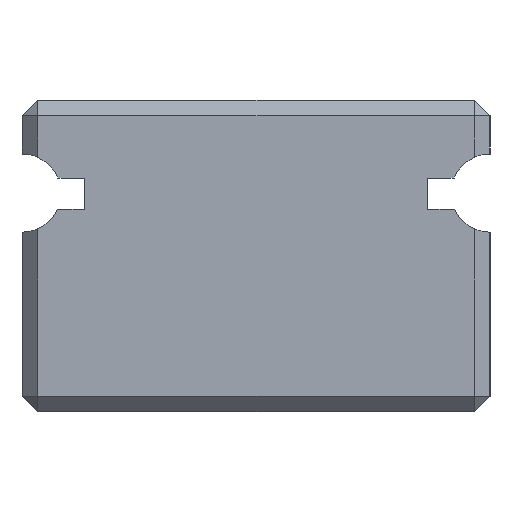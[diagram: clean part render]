
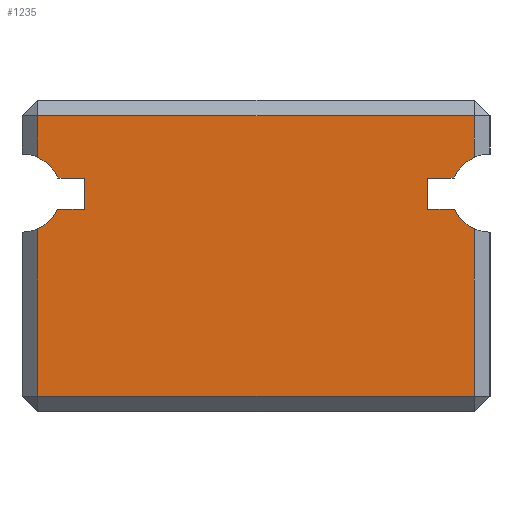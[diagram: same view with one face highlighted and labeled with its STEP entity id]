
A CAD part, left-side view. The second image highlights one B-rep face of the part: STEP entity #1235.
In plain terms, the highlighted planar face has unit normal (-1, 0, 0).
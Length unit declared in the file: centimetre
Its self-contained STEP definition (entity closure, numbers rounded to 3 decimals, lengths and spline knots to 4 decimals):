
#33=LINE('',#1925,#113);
#38=LINE('',#1935,#118);
#41=LINE('',#1942,#121);
#75=LINE('',#2027,#155);
#77=LINE('',#2030,#157);
#89=LINE('',#2059,#169);
#94=LINE('',#2074,#174);
#96=LINE('',#2078,#176);
#98=LINE('',#2082,#178);
#101=LINE('',#2090,#181);
#103=LINE('',#2094,#183);
#105=LINE('',#2097,#185);
#113=VECTOR('',#1583,1.);
#118=VECTOR('',#1592,1.);
#121=VECTOR('',#1599,1.);
#155=VECTOR('',#1677,1.);
#157=VECTOR('',#1681,1.);
#169=VECTOR('',#1715,1.);
#174=VECTOR('',#1734,1.);
#176=VECTOR('',#1738,1.);
#178=VECTOR('',#1742,1.);
#181=VECTOR('',#1753,1.);
#183=VECTOR('',#1757,1.);
#185=VECTOR('',#1761,1.);
#233=PLANE('',#1385);
#399=FACE_OUTER_BOUND('',#541,.T.);
#541=EDGE_LOOP('',(#1128,#1129,#1130,#1131,#1132,#1133,#1134,#1135,#1136,
#1137,#1138,#1139,#1140,#1141,#1142,#1143));
#593=CIRCLE('',#1348,0.125);
#597=CIRCLE('',#1372,0.125);
#598=CIRCLE('',#1375,0.125);
#599=CIRCLE('',#1380,0.125);
#656=VERTEX_POINT('',#1918);
#658=VERTEX_POINT('',#1923);
#661=VERTEX_POINT('',#1931);
#662=VERTEX_POINT('',#1938);
#675=VERTEX_POINT('',#1983);
#688=VERTEX_POINT('',#2014);
#690=VERTEX_POINT('',#2020);
#692=VERTEX_POINT('',#2025);
#697=VERTEX_POINT('',#2055);
#699=VERTEX_POINT('',#2063);
#700=VERTEX_POINT('',#2069);
#701=VERTEX_POINT('',#2073);
#702=VERTEX_POINT('',#2077);
#703=VERTEX_POINT('',#2081);
#704=VERTEX_POINT('',#2089);
#705=VERTEX_POINT('',#2093);
#764=EDGE_CURVE('',#658,#656,#33,.T.);
#769=EDGE_CURVE('',#656,#661,#38,.T.);
#773=EDGE_CURVE('',#661,#662,#41,.T.);
#795=EDGE_CURVE('',#658,#675,#593,.T.);
#815=EDGE_CURVE('',#692,#690,#75,.T.);
#817=EDGE_CURVE('',#690,#688,#77,.T.);
#832=EDGE_CURVE('',#688,#697,#89,.T.);
#834=EDGE_CURVE('',#699,#697,#597,.T.);
#838=EDGE_CURVE('',#692,#700,#598,.T.);
#839=EDGE_CURVE('',#700,#701,#94,.T.);
#841=EDGE_CURVE('',#701,#702,#96,.T.);
#843=EDGE_CURVE('',#702,#703,#98,.T.);
#845=EDGE_CURVE('',#703,#662,#599,.T.);
#847=EDGE_CURVE('',#704,#675,#101,.T.);
#849=EDGE_CURVE('',#705,#704,#103,.T.);
#851=EDGE_CURVE('',#699,#705,#105,.T.);
#1128=ORIENTED_EDGE('',*,*,#764,.F.);
#1129=ORIENTED_EDGE('',*,*,#795,.T.);
#1130=ORIENTED_EDGE('',*,*,#847,.F.);
#1131=ORIENTED_EDGE('',*,*,#849,.F.);
#1132=ORIENTED_EDGE('',*,*,#851,.F.);
#1133=ORIENTED_EDGE('',*,*,#834,.T.);
#1134=ORIENTED_EDGE('',*,*,#832,.F.);
#1135=ORIENTED_EDGE('',*,*,#817,.F.);
#1136=ORIENTED_EDGE('',*,*,#815,.F.);
#1137=ORIENTED_EDGE('',*,*,#838,.T.);
#1138=ORIENTED_EDGE('',*,*,#839,.T.);
#1139=ORIENTED_EDGE('',*,*,#841,.T.);
#1140=ORIENTED_EDGE('',*,*,#843,.T.);
#1141=ORIENTED_EDGE('',*,*,#845,.T.);
#1142=ORIENTED_EDGE('',*,*,#773,.F.);
#1143=ORIENTED_EDGE('',*,*,#769,.F.);
#1235=ADVANCED_FACE('',(#399),#233,.F.);
#1348=AXIS2_PLACEMENT_3D('',#1985,#1642,#1643);
#1372=AXIS2_PLACEMENT_3D('',#2064,#1721,#1722);
#1375=AXIS2_PLACEMENT_3D('',#2071,#1730,#1731);
#1380=AXIS2_PLACEMENT_3D('',#2085,#1746,#1747);
#1385=AXIS2_PLACEMENT_3D('',#2098,#1762,#1763);
#1583=DIRECTION('',(0.,0.,-1.));
#1592=DIRECTION('',(0.,1.,0.));
#1599=DIRECTION('',(0.,0.,1.));
#1642=DIRECTION('center_axis',(1.,0.,0.));
#1643=DIRECTION('ref_axis',(0.,0.,-1.));
#1677=DIRECTION('',(0.,0.,1.));
#1681=DIRECTION('',(0.,-1.,0.));
#1715=DIRECTION('',(0.,0.,-1.));
#1721=DIRECTION('center_axis',(1.,0.,0.));
#1722=DIRECTION('ref_axis',(0.,0.922,0.387));
#1730=DIRECTION('center_axis',(1.,0.,0.));
#1731=DIRECTION('ref_axis',(0.,0.,1.));
#1734=DIRECTION('',(0.,-1.,0.));
#1738=DIRECTION('',(0.,0.,-1.));
#1742=DIRECTION('',(0.,1.,0.));
#1746=DIRECTION('center_axis',(1.,0.,0.));
#1747=DIRECTION('ref_axis',(0.,-0.911,-0.413));
#1753=DIRECTION('',(0.,-1.,0.));
#1757=DIRECTION('',(0.,0.,-1.));
#1761=DIRECTION('',(0.,1.,0.));
#1762=DIRECTION('center_axis',(1.,0.,0.));
#1763=DIRECTION('ref_axis',(0.,1.,0.));
#1918=CARTESIAN_POINT('',(0.,-0.7,0.05));
#1923=CARTESIAN_POINT('',(0.,-0.7,0.5871));
#1925=CARTESIAN_POINT('',(0.,-0.7,0.5383));
#1931=CARTESIAN_POINT('',(0.,0.7,0.05));
#1935=CARTESIAN_POINT('',(0.,-0.375,0.05));
#1938=CARTESIAN_POINT('',(0.,0.7,0.5871));
#1942=CARTESIAN_POINT('',(0.,0.7,0.25));
#1983=CARTESIAN_POINT('',(0.,-0.6362,0.65));
#1985=CARTESIAN_POINT('Origin',(0.,-0.75,0.7017));
#2014=CARTESIAN_POINT('',(0.,-0.7,0.95));
#2020=CARTESIAN_POINT('',(0.,0.7,0.95));
#2025=CARTESIAN_POINT('',(0.,0.7,0.8162));
#2027=CARTESIAN_POINT('',(0.,0.7,0.6633));
#2030=CARTESIAN_POINT('',(0.,0.375,0.95));
#2055=CARTESIAN_POINT('',(0.,-0.7,0.8162));
#2059=CARTESIAN_POINT('',(0.,-0.7,0.75));
#2063=CARTESIAN_POINT('',(0.,-0.6347,0.75));
#2064=CARTESIAN_POINT('Origin',(0.,-0.75,0.7017));
#2069=CARTESIAN_POINT('',(0.,0.6347,0.75));
#2071=CARTESIAN_POINT('Origin',(0.,0.75,0.7017));
#2073=CARTESIAN_POINT('',(0.,0.55,0.75));
#2074=CARTESIAN_POINT('',(0.,0.6347,0.75));
#2077=CARTESIAN_POINT('',(0.,0.55,0.65));
#2078=CARTESIAN_POINT('',(0.,0.55,0.75));
#2081=CARTESIAN_POINT('',(0.,0.6362,0.65));
#2082=CARTESIAN_POINT('',(0.,0.55,0.65));
#2085=CARTESIAN_POINT('Origin',(0.,0.75,0.7017));
#2089=CARTESIAN_POINT('',(0.,-0.55,0.65));
#2090=CARTESIAN_POINT('',(0.,-0.55,0.65));
#2093=CARTESIAN_POINT('',(0.,-0.55,0.75));
#2094=CARTESIAN_POINT('',(0.,-0.55,0.75));
#2097=CARTESIAN_POINT('',(0.,-0.6347,0.75));
#2098=CARTESIAN_POINT('Origin',(0.,0.,0.5));
